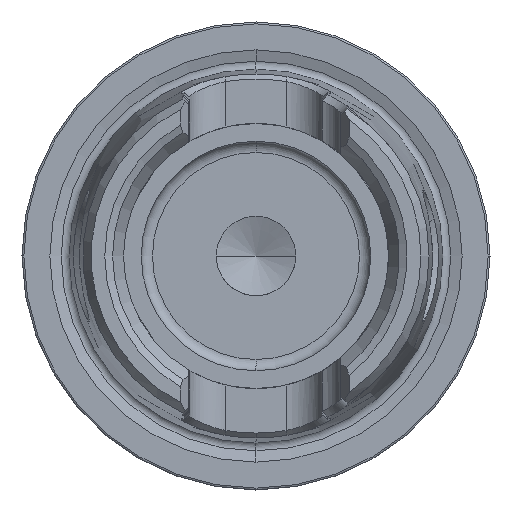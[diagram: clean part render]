
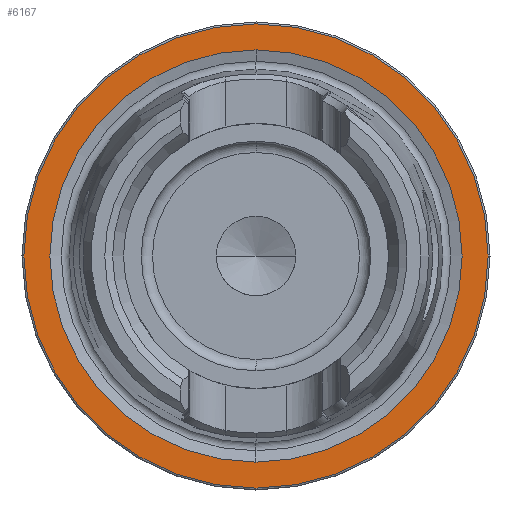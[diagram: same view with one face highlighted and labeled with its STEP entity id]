
A CAD part, left-side view. The second image highlights one B-rep face of the part: STEP entity #6167.
In plain terms, the highlighted planar face has unit normal (-1, 0, 0).
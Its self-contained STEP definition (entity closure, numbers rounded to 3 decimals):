
#357 = EDGE_CURVE ( 'NONE', #9084, #11483, #3629, .T. ) ;
#1259 = CIRCLE ( 'NONE', #27068, 22. ) ;
#2013 = CARTESIAN_POINT ( 'NONE',  ( -86.75, 0., 0. ) ) ;
#2227 = DIRECTION ( 'NONE',  ( 1., 0., 0. ) ) ;
#2445 = EDGE_CURVE ( 'NONE', #11483, #9084, #12476, .T. ) ;
#3173 = FACE_BOUND ( 'NONE', #13559, .T. ) ;
#3236 = CIRCLE ( 'NONE', #26107, 22. ) ;
#3629 = CIRCLE ( 'NONE', #7535, 24.775 ) ;
#4601 = EDGE_CURVE ( 'NONE', #8406, #10976, #3236, .T. ) ;
#4889 = ORIENTED_EDGE ( 'NONE', *, *, #357, .T. ) ;
#5875 = DIRECTION ( 'NONE',  ( 0., 0., 1. ) ) ;
#6167 = ADVANCED_FACE ( 'NONE', ( #3173, #23095 ), #11548, .F. ) ;
#6463 = DIRECTION ( 'NONE',  ( -1., 0., 0. ) ) ;
#6759 = CARTESIAN_POINT ( 'NONE',  ( -86.75, 0., 24.775 ) ) ;
#7535 = AXIS2_PLACEMENT_3D ( 'NONE', #11061, #8932, #29188 ) ;
#8406 = VERTEX_POINT ( 'NONE', #12366 ) ;
#8555 = CARTESIAN_POINT ( 'NONE',  ( -86.75, 0., 0. ) ) ;
#8592 = CARTESIAN_POINT ( 'NONE',  ( -86.75, 0., -24.775 ) ) ;
#8932 = DIRECTION ( 'NONE',  ( -1., 0., 0. ) ) ;
#9084 = VERTEX_POINT ( 'NONE', #8592 ) ;
#10882 = DIRECTION ( 'NONE',  ( 0., 0., 1. ) ) ;
#10924 = DIRECTION ( 'NONE',  ( 0., 0., -1. ) ) ;
#10976 = VERTEX_POINT ( 'NONE', #19144 ) ;
#11061 = CARTESIAN_POINT ( 'NONE',  ( -86.75, 0., 0. ) ) ;
#11483 = VERTEX_POINT ( 'NONE', #6759 ) ;
#11548 = PLANE ( 'NONE',  #19830 ) ;
#12289 = DIRECTION ( 'NONE',  ( -1., 0., 0. ) ) ;
#12366 = CARTESIAN_POINT ( 'NONE',  ( -86.75, 0., -22. ) ) ;
#12435 = ORIENTED_EDGE ( 'NONE', *, *, #2445, .T. ) ;
#12476 = CIRCLE ( 'NONE', #23646, 24.775 ) ;
#13559 = EDGE_LOOP ( 'NONE', ( #29891, #18655 ) ) ;
#18133 = DIRECTION ( 'NONE',  ( -1., 0., 0. ) ) ;
#18655 = ORIENTED_EDGE ( 'NONE', *, *, #4601, .F. ) ;
#19144 = CARTESIAN_POINT ( 'NONE',  ( -86.75, 0., 22. ) ) ;
#19830 = AXIS2_PLACEMENT_3D ( 'NONE', #27681, #2227, #10924 ) ;
#22770 = EDGE_LOOP ( 'NONE', ( #12435, #4889 ) ) ;
#23095 = FACE_OUTER_BOUND ( 'NONE', #22770, .T. ) ;
#23646 = AXIS2_PLACEMENT_3D ( 'NONE', #8555, #18133, #29893 ) ;
#26107 = AXIS2_PLACEMENT_3D ( 'NONE', #28731, #12289, #5875 ) ;
#26772 = EDGE_CURVE ( 'NONE', #10976, #8406, #1259, .T. ) ;
#27068 = AXIS2_PLACEMENT_3D ( 'NONE', #2013, #6463, #10882 ) ;
#27681 = CARTESIAN_POINT ( 'NONE',  ( -86.75, 24.775, 0. ) ) ;
#28731 = CARTESIAN_POINT ( 'NONE',  ( -86.75, 0., 0. ) ) ;
#29188 = DIRECTION ( 'NONE',  ( 0., 0., 1. ) ) ;
#29891 = ORIENTED_EDGE ( 'NONE', *, *, #26772, .F. ) ;
#29893 = DIRECTION ( 'NONE',  ( 0., 0., 1. ) ) ;
